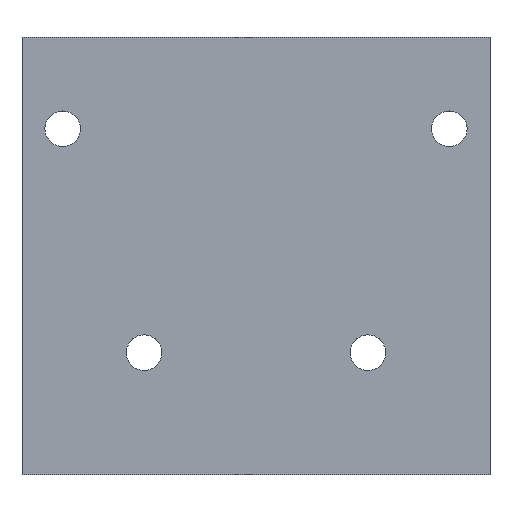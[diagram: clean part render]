
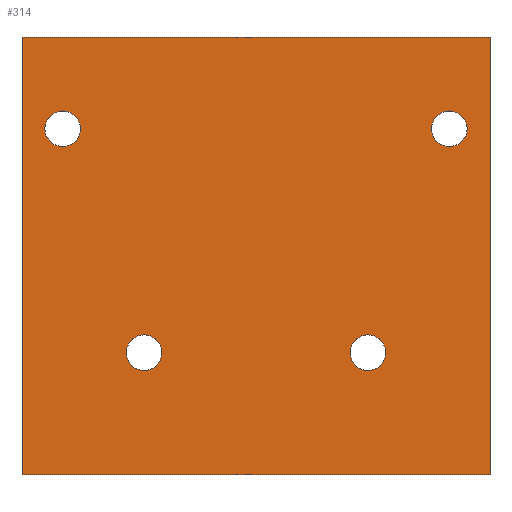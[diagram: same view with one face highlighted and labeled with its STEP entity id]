
A CAD part, top view. The second image highlights one B-rep face of the part: STEP entity #314.
In plain terms, the highlighted planar face has unit normal (0, 0, 1).
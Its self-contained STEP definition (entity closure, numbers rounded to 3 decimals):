
#28=FACE_BOUND('',#93,.T.);
#29=FACE_BOUND('',#94,.T.);
#30=FACE_BOUND('',#95,.T.);
#31=FACE_BOUND('',#96,.T.);
#55=CIRCLE('',#338,1.75);
#56=CIRCLE('',#339,1.75);
#57=CIRCLE('',#340,1.75);
#58=CIRCLE('',#341,1.75);
#71=FACE_OUTER_BOUND('',#92,.T.);
#92=EDGE_LOOP('',(#246,#247,#248,#249));
#93=EDGE_LOOP('',(#250));
#94=EDGE_LOOP('',(#251));
#95=EDGE_LOOP('',(#252));
#96=EDGE_LOOP('',(#253));
#136=LINE('',#480,#154);
#139=LINE('',#486,#157);
#140=LINE('',#488,#158);
#141=LINE('',#489,#159);
#154=VECTOR('',#386,43.);
#157=VECTOR('',#391,46.);
#158=VECTOR('',#392,43.);
#159=VECTOR('',#393,46.);
#175=VERTEX_POINT('',#477);
#176=VERTEX_POINT('',#479);
#178=VERTEX_POINT('',#485);
#179=VERTEX_POINT('',#487);
#180=VERTEX_POINT('',#490);
#181=VERTEX_POINT('',#492);
#182=VERTEX_POINT('',#494);
#183=VERTEX_POINT('',#496);
#206=EDGE_CURVE('',#176,#175,#136,.T.);
#209=EDGE_CURVE('',#175,#178,#139,.T.);
#210=EDGE_CURVE('',#178,#179,#140,.T.);
#211=EDGE_CURVE('',#179,#176,#141,.T.);
#212=EDGE_CURVE('',#180,#180,#55,.T.);
#213=EDGE_CURVE('',#181,#181,#56,.T.);
#214=EDGE_CURVE('',#182,#182,#57,.T.);
#215=EDGE_CURVE('',#183,#183,#58,.T.);
#246=ORIENTED_EDGE('',*,*,#209,.T.);
#247=ORIENTED_EDGE('',*,*,#210,.T.);
#248=ORIENTED_EDGE('',*,*,#211,.T.);
#249=ORIENTED_EDGE('',*,*,#206,.T.);
#250=ORIENTED_EDGE('',*,*,#212,.T.);
#251=ORIENTED_EDGE('',*,*,#213,.T.);
#252=ORIENTED_EDGE('',*,*,#214,.T.);
#253=ORIENTED_EDGE('',*,*,#215,.T.);
#306=PLANE('',#337);
#314=ADVANCED_FACE('',(#71,#28,#29,#30,#31),#306,.T.);
#337=AXIS2_PLACEMENT_3D('',#484,#389,#390);
#338=AXIS2_PLACEMENT_3D('',#491,#394,#395);
#339=AXIS2_PLACEMENT_3D('',#493,#396,#397);
#340=AXIS2_PLACEMENT_3D('',#495,#398,#399);
#341=AXIS2_PLACEMENT_3D('',#497,#400,#401);
#386=DIRECTION('',(0.,-1.,0.));
#389=DIRECTION('center_axis',(0.,0.,1.));
#390=DIRECTION('ref_axis',(1.,0.,0.));
#391=DIRECTION('',(1.,0.,0.));
#392=DIRECTION('',(0.,1.,0.));
#393=DIRECTION('',(-1.,0.,0.));
#394=DIRECTION('center_axis',(0.,0.,-1.));
#395=DIRECTION('ref_axis',(-1.,0.,0.));
#396=DIRECTION('center_axis',(0.,0.,-1.));
#397=DIRECTION('ref_axis',(-1.,0.,0.));
#398=DIRECTION('center_axis',(0.,0.,-1.));
#399=DIRECTION('ref_axis',(-1.,0.,0.));
#400=DIRECTION('center_axis',(0.,0.,-1.));
#401=DIRECTION('ref_axis',(-1.,0.,0.));
#477=CARTESIAN_POINT('',(-23.,-40.,34.));
#479=CARTESIAN_POINT('',(-23.,3.,34.));
#480=CARTESIAN_POINT('',(-23.,3.,34.));
#484=CARTESIAN_POINT('Origin',(0.,-18.5,34.));
#485=CARTESIAN_POINT('',(23.,-40.,34.));
#486=CARTESIAN_POINT('',(-23.,-40.,34.));
#487=CARTESIAN_POINT('',(23.,3.,34.));
#488=CARTESIAN_POINT('',(23.,-40.,34.));
#489=CARTESIAN_POINT('',(23.,3.,34.));
#490=CARTESIAN_POINT('',(-9.25,-28.,34.));
#491=CARTESIAN_POINT('Origin',(-11.,-28.,34.));
#492=CARTESIAN_POINT('',(-17.25,-6.,34.));
#493=CARTESIAN_POINT('Origin',(-19.,-6.,34.));
#494=CARTESIAN_POINT('',(20.75,-6.,34.));
#495=CARTESIAN_POINT('Origin',(19.,-6.,34.));
#496=CARTESIAN_POINT('',(12.75,-28.,34.));
#497=CARTESIAN_POINT('Origin',(11.,-28.,34.));
